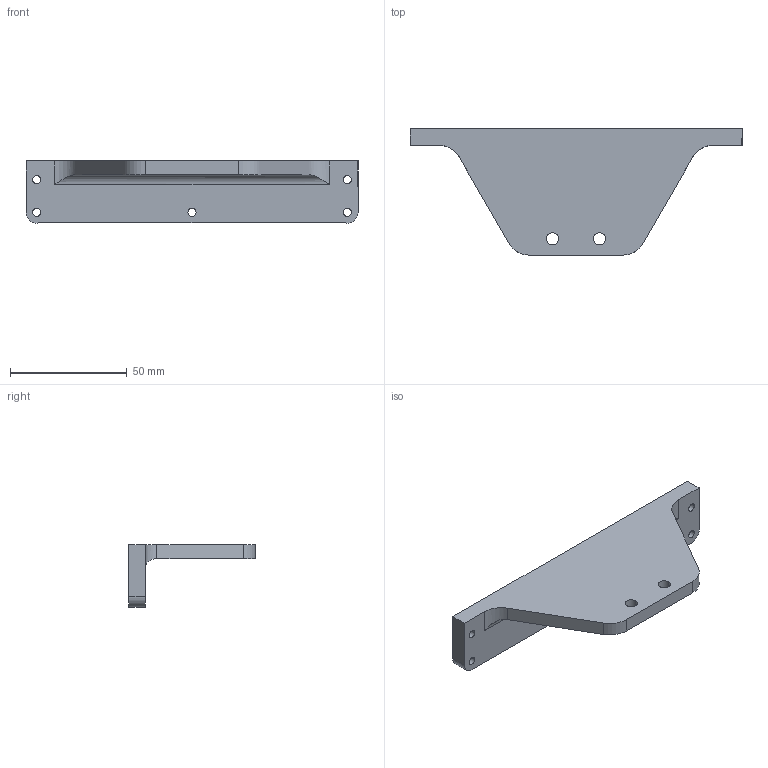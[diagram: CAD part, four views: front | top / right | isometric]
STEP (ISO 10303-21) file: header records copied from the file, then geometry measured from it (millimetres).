
FILE_DESCRIPTION (( 'STEP AP214' ), '1' );
FILE_NAME ('ender3v3KE-filamentholder.STEP', '2024-10-19T11:45:09', ( '' ), ( '' ), 'SwSTEP 2.0', 'SolidWorks 2022', '' );
FILE_SCHEMA (( 'AUTOMOTIVE_DESIGN' ));
Length unit declared in the file: millimetre
Products named in the file (1): ender3v3KE-filamentholder
Bounding box: 141.97 x 54 x 26.58 mm (x, y, z)
Volume: 48250.1 mm3; surface area: 17744.9 mm2
Topology: 1 solids, 1 shells, 31 faces, 87 edges, 58 vertices
Faces by surface type: cylinder 21, plane 10
Entity records: 1107 total; most frequent: CARTESIAN_POINT 205, DIRECTION 189, ORIENTED_EDGE 174, EDGE_CURVE 87, AXIS2_PLACEMENT_3D 72, VERTEX_POINT 58, EDGE_LOOP 45, VECTOR 45
